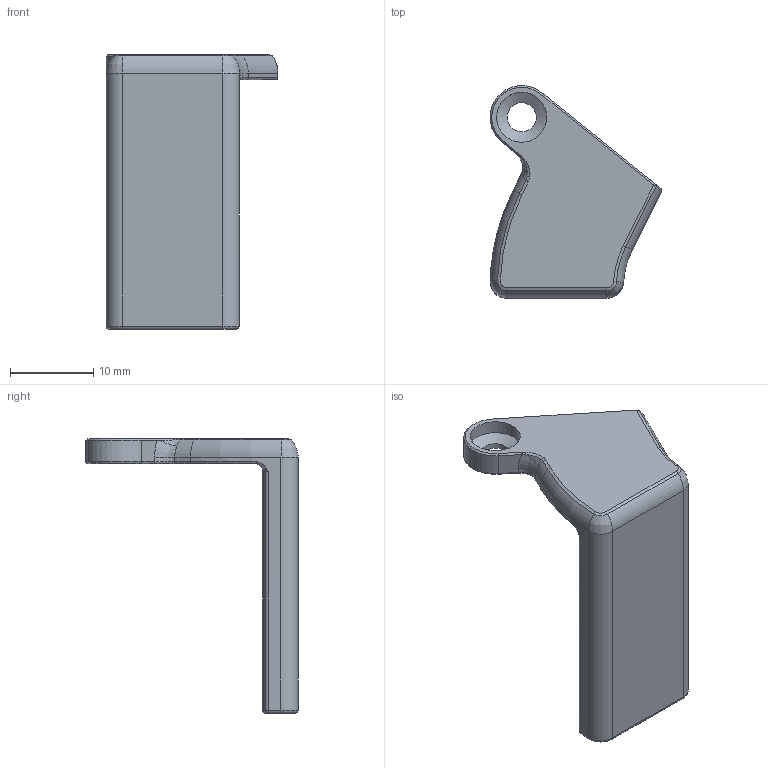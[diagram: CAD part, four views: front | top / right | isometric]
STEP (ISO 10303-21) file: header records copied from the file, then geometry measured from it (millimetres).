
FILE_DESCRIPTION(/* description */ (''),/* implementation_level */ '2;1');
FILE_NAME(/* name */ 'lil a drive cable cover v3.step',/* time_stamp */ '2021-08-13T07:54:52-06:00',/* author */ (''),/* organization */ (''),/* preprocessor_version */ 'ST-DEVELOPER v18.1',/* originating_system */ 'Autodesk Translation Framework v10.9.0.1377',/* authorisation */ '');
FILE_SCHEMA (('AUTOMOTIVE_DESIGN { 1 0 10303 214 3 1 1 }'));
Length unit declared in the file: millimetre
Products named in the file (1): lil a drive cable cover
Bounding box: 20.64 x 25.49 x 33 mm (x, y, z)
Volume: 1551.9 mm3; surface area: 2107.7 mm2
Topology: 1 solids, 1 shells, 113 faces, 263 edges, 148 vertices
Faces by surface type: cylinder 37, bspline 27, torus 22, plane 17, sphere 6, cone 4
Full cylindrical faces by diameter (mm): 3.5 x1, 6 x1
Entity records: 3770 total; most frequent: CARTESIAN_POINT 1287, ORIENTED_EDGE 518, DIRECTION 507, EDGE_CURVE 259, AXIS2_PLACEMENT_3D 211, VERTEX_POINT 148, EDGE_LOOP 115, FACE_OUTER_BOUND 113
